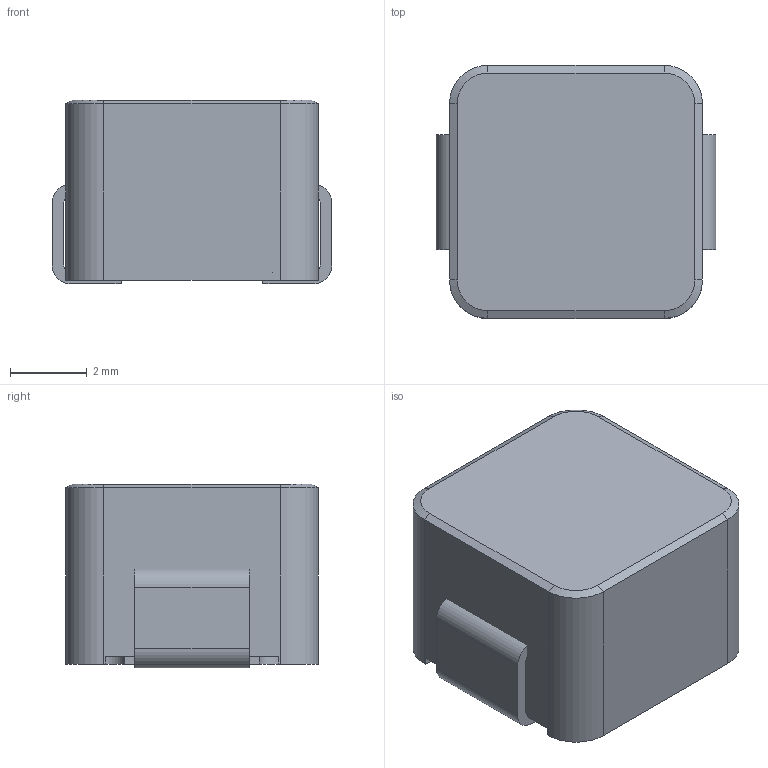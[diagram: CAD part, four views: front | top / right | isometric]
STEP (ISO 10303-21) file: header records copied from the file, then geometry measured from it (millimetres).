
FILE_DESCRIPTION(/* description */ (''),/* implementation_level */ '2;1');
FILE_NAME(/* name */ 'IND_WURTH_WE-LHMI_7050.stp',/* time_stamp */ '2016-05-27T10:54:02+02:00',/* author */ ('riccim'),/* organization */ ('SolidWorks'),/* preprocessor_version */ 'ST-DEVELOPER v15.5',/* originating_system */ 'AutoCAD Mechanical',/* authorisation */ ' ');
FILE_SCHEMA (('AUTOMOTIVE_DESIGN { 1 0 10303 214 3 1 1 }'));
Length unit declared in the file: millimetre
Products named in the file (1): Product
Bounding box: 7.3 x 6.6 x 4.8 mm (x, y, z)
Volume: 208.6 mm3; surface area: 298.7 mm2
Topology: 2 solids, 2 shells, 52 faces, 136 edges, 88 vertices
Faces by surface type: plane 32, cylinder 16, cone 4
Entity records: 1630 total; most frequent: DIRECTION 278, CARTESIAN_POINT 277, ORIENTED_EDGE 272, EDGE_CURVE 136, LINE 100, VECTOR 100, AXIS2_PLACEMENT_3D 89, VERTEX_POINT 88
